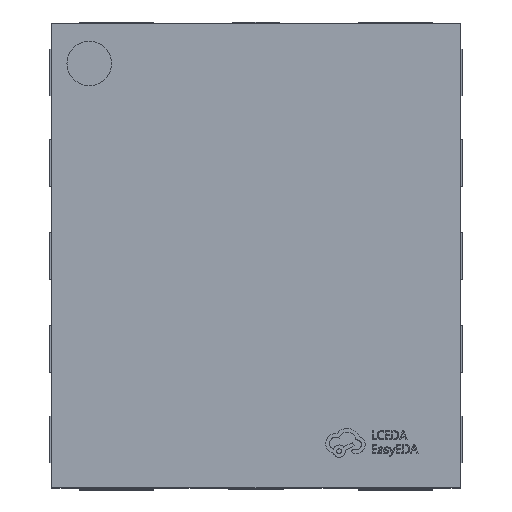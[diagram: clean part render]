
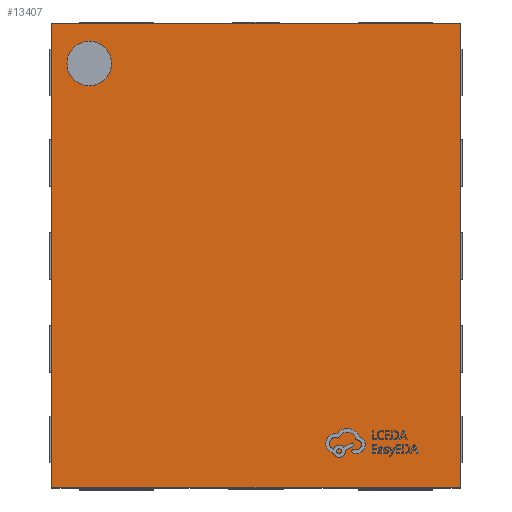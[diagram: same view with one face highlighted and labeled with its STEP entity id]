
A CAD part, top view. The second image highlights one B-rep face of the part: STEP entity #13407.
In plain terms, the highlighted planar face has unit normal (0, 0, 1).
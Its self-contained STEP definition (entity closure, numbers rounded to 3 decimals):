
#54 = EDGE_LOOP ( 'NONE', ( #11057, #16180, #11228, #14148 ) ) ;
#374 = DIRECTION ( 'NONE',  ( 1., 0., 0. ) ) ;
#544 = CARTESIAN_POINT ( 'NONE',  ( -1.1, 1.25, 1. ) ) ;
#929 = VERTEX_POINT ( 'NONE', #2015 ) ;
#1086 = VECTOR ( 'NONE', #4706, 1000. ) ;
#1188 = PLANE ( 'NONE',  #9554 ) ;
#1332 = AXIS2_PLACEMENT_3D ( 'NONE', #17658, #2057, #3933 ) ;
#2015 = CARTESIAN_POINT ( 'NONE',  ( -1.1, 1.25, 1. ) ) ;
#2057 = DIRECTION ( 'NONE',  ( 0., 0., 1. ) ) ;
#2917 = CIRCLE ( 'NONE', #1332, 0.12 ) ;
#3338 = CARTESIAN_POINT ( 'NONE',  ( -0.898, 1.035, 1. ) ) ;
#3626 = DIRECTION ( 'NONE',  ( 0., -1., 0. ) ) ;
#3933 = DIRECTION ( 'NONE',  ( 1., 0., 0. ) ) ;
#4333 = VERTEX_POINT ( 'NONE', #9370 ) ;
#4701 = EDGE_CURVE ( 'NONE', #929, #19416, #13023, .T. ) ;
#4706 = DIRECTION ( 'NONE',  ( 0., 1., 0. ) ) ;
#4969 = LINE ( 'NONE', #544, #11239 ) ;
#5025 = CARTESIAN_POINT ( 'NONE',  ( -1.1, 1.25, 1. ) ) ;
#5260 = EDGE_LOOP ( 'NONE', ( #17523, #12432 ) ) ;
#6642 = DIRECTION ( 'NONE',  ( -1., 0., 0. ) ) ;
#7087 = FACE_OUTER_BOUND ( 'NONE', #54, .T. ) ;
#7360 = VERTEX_POINT ( 'NONE', #9219 ) ;
#7434 = CIRCLE ( 'NONE', #17039, 0.12 ) ;
#9219 = CARTESIAN_POINT ( 'NONE',  ( -0.778, 1.035, 1. ) ) ;
#9370 = CARTESIAN_POINT ( 'NONE',  ( 1.1, -1.25, 1. ) ) ;
#9554 = AXIS2_PLACEMENT_3D ( 'NONE', #16996, #15383, #374 ) ;
#9984 = CARTESIAN_POINT ( 'NONE',  ( -1.1, -1.25, 1. ) ) ;
#10479 = EDGE_CURVE ( 'NONE', #12875, #929, #4969, .T. ) ;
#10659 = VERTEX_POINT ( 'NONE', #13650 ) ;
#11053 = DIRECTION ( 'NONE',  ( 0., 0., 1. ) ) ;
#11057 = ORIENTED_EDGE ( 'NONE', *, *, #16822, .T. ) ;
#11228 = ORIENTED_EDGE ( 'NONE', *, *, #4701, .T. ) ;
#11239 = VECTOR ( 'NONE', #6642, 1000. ) ;
#12432 = ORIENTED_EDGE ( 'NONE', *, *, #19276, .F. ) ;
#12529 = CARTESIAN_POINT ( 'NONE',  ( -1.1, -1.25, 1. ) ) ;
#12875 = VERTEX_POINT ( 'NONE', #14558 ) ;
#13023 = LINE ( 'NONE', #5025, #19395 ) ;
#13407 = ADVANCED_FACE ( 'NONE', ( #16609, #7087 ), #1188, .T. ) ;
#13650 = CARTESIAN_POINT ( 'NONE',  ( -1.018, 1.035, 1. ) ) ;
#13843 = DIRECTION ( 'NONE',  ( 1., 0., 0. ) ) ;
#14148 = ORIENTED_EDGE ( 'NONE', *, *, #17519, .T. ) ;
#14558 = CARTESIAN_POINT ( 'NONE',  ( 1.1, 1.25, 1. ) ) ;
#15383 = DIRECTION ( 'NONE',  ( 0., 0., 1. ) ) ;
#16070 = DIRECTION ( 'NONE',  ( 1., 0., 0. ) ) ;
#16163 = EDGE_CURVE ( 'NONE', #7360, #10659, #7434, .T. ) ;
#16180 = ORIENTED_EDGE ( 'NONE', *, *, #10479, .T. ) ;
#16468 = VECTOR ( 'NONE', #16070, 1000. ) ;
#16609 = FACE_BOUND ( 'NONE', #5260, .T. ) ;
#16822 = EDGE_CURVE ( 'NONE', #4333, #12875, #17029, .T. ) ;
#16996 = CARTESIAN_POINT ( 'NONE',  ( 0., 0., 1. ) ) ;
#17029 = LINE ( 'NONE', #17211, #1086 ) ;
#17039 = AXIS2_PLACEMENT_3D ( 'NONE', #3338, #11053, #13843 ) ;
#17211 = CARTESIAN_POINT ( 'NONE',  ( 1.1, 1.25, 1. ) ) ;
#17519 = EDGE_CURVE ( 'NONE', #19416, #4333, #19081, .T. ) ;
#17523 = ORIENTED_EDGE ( 'NONE', *, *, #16163, .F. ) ;
#17658 = CARTESIAN_POINT ( 'NONE',  ( -0.898, 1.035, 1. ) ) ;
#19081 = LINE ( 'NONE', #9984, #16468 ) ;
#19276 = EDGE_CURVE ( 'NONE', #10659, #7360, #2917, .T. ) ;
#19395 = VECTOR ( 'NONE', #3626, 1000. ) ;
#19416 = VERTEX_POINT ( 'NONE', #12529 ) ;
